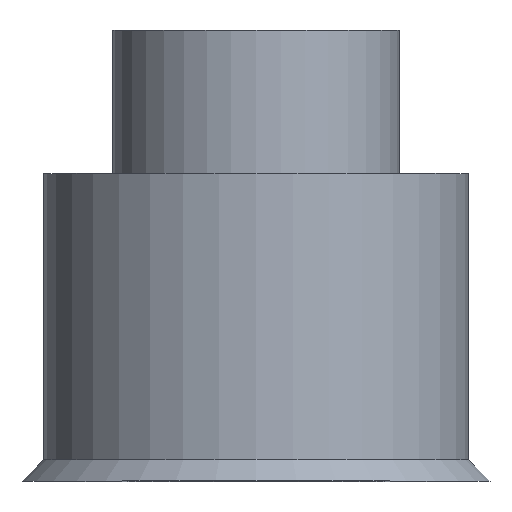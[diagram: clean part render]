
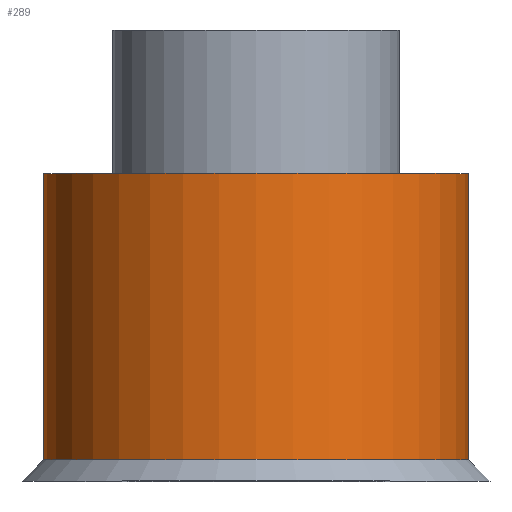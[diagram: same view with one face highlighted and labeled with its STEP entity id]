
A CAD part, top view. The second image highlights one B-rep face of the part: STEP entity #289.
In plain terms, the highlighted cylindrical face has radius 7.425 mm (diameter 14.85 mm), a full revolution.
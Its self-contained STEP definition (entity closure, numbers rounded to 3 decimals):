
#132 = PLANE('',#133);
#133 = AXIS2_PLACEMENT_3D('',#134,#135,#136);
#134 = CARTESIAN_POINT('',(0.,0.,0.));
#135 = DIRECTION('',(0.,1.,0.));
#136 = DIRECTION('',(1.,0.,0.));
#206 = EDGE_CURVE('',#207,#207,#209,.T.);
#207 = VERTEX_POINT('',#208);
#208 = CARTESIAN_POINT('',(7.425,0.,0.));
#209 = SURFACE_CURVE('',#210,(#215,#222),.PCURVE_S1.);
#210 = CIRCLE('',#211,7.425);
#211 = AXIS2_PLACEMENT_3D('',#212,#213,#214);
#212 = CARTESIAN_POINT('',(0.,0.,0.));
#213 = DIRECTION('',(-0.,1.,0.));
#214 = DIRECTION('',(1.,0.,0.));
#215 = PCURVE('',#132,#216);
#216 = DEFINITIONAL_REPRESENTATION('',(#217),#221);
#217 = CIRCLE('',#218,7.425);
#218 = AXIS2_PLACEMENT_2D('',#219,#220);
#219 = CARTESIAN_POINT('',(0.,0.));
#220 = DIRECTION('',(1.,-0.));
#221 = ( GEOMETRIC_REPRESENTATION_CONTEXT(2) 
PARAMETRIC_REPRESENTATION_CONTEXT() REPRESENTATION_CONTEXT('2D SPACE',''
  ) );
#222 = PCURVE('',#223,#228);
#223 = CYLINDRICAL_SURFACE('',#224,7.425);
#224 = AXIS2_PLACEMENT_3D('',#225,#226,#227);
#225 = CARTESIAN_POINT('',(0.,0.,0.));
#226 = DIRECTION('',(-0.,-1.,-0.));
#227 = DIRECTION('',(1.,-0.,0.));
#228 = DEFINITIONAL_REPRESENTATION('',(#229),#233);
#229 = LINE('',#230,#231);
#230 = CARTESIAN_POINT('',(-0.,0.));
#231 = VECTOR('',#232,1.);
#232 = DIRECTION('',(-1.,0.));
#233 = ( GEOMETRIC_REPRESENTATION_CONTEXT(2) 
PARAMETRIC_REPRESENTATION_CONTEXT() REPRESENTATION_CONTEXT('2D SPACE',''
  ) );
#289 = ADVANCED_FACE('',(#290),#223,.T.);
#290 = FACE_BOUND('',#291,.F.);
#291 = EDGE_LOOP('',(#292,#293,#316,#343));
#292 = ORIENTED_EDGE('',*,*,#206,.T.);
#293 = ORIENTED_EDGE('',*,*,#294,.T.);
#294 = EDGE_CURVE('',#207,#295,#297,.T.);
#295 = VERTEX_POINT('',#296);
#296 = CARTESIAN_POINT('',(7.425,-10.,0.));
#297 = SEAM_CURVE('',#298,(#302,#309),.PCURVE_S1.);
#298 = LINE('',#299,#300);
#299 = CARTESIAN_POINT('',(7.425,0.,0.));
#300 = VECTOR('',#301,1.);
#301 = DIRECTION('',(0.,-1.,0.));
#302 = PCURVE('',#223,#303);
#303 = DEFINITIONAL_REPRESENTATION('',(#304),#308);
#304 = LINE('',#305,#306);
#305 = CARTESIAN_POINT('',(-0.,0.));
#306 = VECTOR('',#307,1.);
#307 = DIRECTION('',(-0.,1.));
#308 = ( GEOMETRIC_REPRESENTATION_CONTEXT(2) 
PARAMETRIC_REPRESENTATION_CONTEXT() REPRESENTATION_CONTEXT('2D SPACE',''
  ) );
#309 = PCURVE('',#223,#310);
#310 = DEFINITIONAL_REPRESENTATION('',(#311),#315);
#311 = LINE('',#312,#313);
#312 = CARTESIAN_POINT('',(-6.283,0.));
#313 = VECTOR('',#314,1.);
#314 = DIRECTION('',(-0.,1.));
#315 = ( GEOMETRIC_REPRESENTATION_CONTEXT(2) 
PARAMETRIC_REPRESENTATION_CONTEXT() REPRESENTATION_CONTEXT('2D SPACE',''
  ) );
#316 = ORIENTED_EDGE('',*,*,#317,.F.);
#317 = EDGE_CURVE('',#295,#295,#318,.T.);
#318 = SURFACE_CURVE('',#319,(#324,#331),.PCURVE_S1.);
#319 = CIRCLE('',#320,7.425);
#320 = AXIS2_PLACEMENT_3D('',#321,#322,#323);
#321 = CARTESIAN_POINT('',(0.,-10.,0.));
#322 = DIRECTION('',(-0.,1.,0.));
#323 = DIRECTION('',(1.,0.,0.));
#324 = PCURVE('',#223,#325);
#325 = DEFINITIONAL_REPRESENTATION('',(#326),#330);
#326 = LINE('',#327,#328);
#327 = CARTESIAN_POINT('',(-0.,10.));
#328 = VECTOR('',#329,1.);
#329 = DIRECTION('',(-1.,0.));
#330 = ( GEOMETRIC_REPRESENTATION_CONTEXT(2) 
PARAMETRIC_REPRESENTATION_CONTEXT() REPRESENTATION_CONTEXT('2D SPACE',''
  ) );
#331 = PCURVE('',#332,#337);
#332 = CONICAL_SURFACE('',#333,7.425,0.785);
#333 = AXIS2_PLACEMENT_3D('',#334,#335,#336);
#334 = CARTESIAN_POINT('',(0.,-10.,0.));
#335 = DIRECTION('',(-0.,-1.,-0.));
#336 = DIRECTION('',(1.,-0.,0.));
#337 = DEFINITIONAL_REPRESENTATION('',(#338),#342);
#338 = LINE('',#339,#340);
#339 = CARTESIAN_POINT('',(-0.,0.));
#340 = VECTOR('',#341,1.);
#341 = DIRECTION('',(-1.,0.));
#342 = ( GEOMETRIC_REPRESENTATION_CONTEXT(2) 
PARAMETRIC_REPRESENTATION_CONTEXT() REPRESENTATION_CONTEXT('2D SPACE',''
  ) );
#343 = ORIENTED_EDGE('',*,*,#294,.F.);
